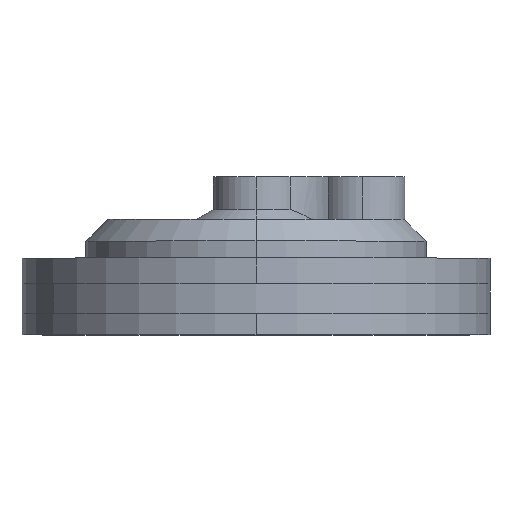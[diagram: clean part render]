
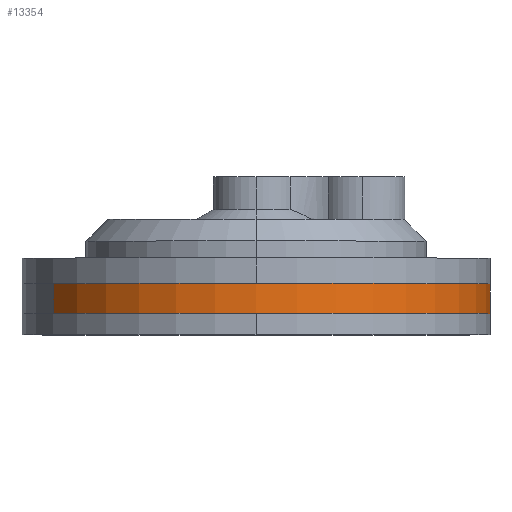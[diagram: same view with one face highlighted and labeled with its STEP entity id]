
A CAD part, top view. The second image highlights one B-rep face of the part: STEP entity #13354.
In plain terms, the highlighted cylindrical face has radius 69.85 mm (diameter 139.7 mm), a partial arc.
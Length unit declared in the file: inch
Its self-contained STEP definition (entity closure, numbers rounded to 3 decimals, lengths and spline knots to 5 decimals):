
#336 = CARTESIAN_POINT ( 'NONE',  ( 0., 0.35, -2.75 ) ) ;
#396 = DIRECTION ( 'NONE',  ( 0., 0., -1. ) ) ;
#535 = ORIENTED_EDGE ( 'NONE', *, *, #5903, .F. ) ;
#635 = VERTEX_POINT ( 'NONE', #12052 ) ;
#729 = FACE_OUTER_BOUND ( 'NONE', #4641, .T. ) ;
#1475 = EDGE_CURVE ( 'NONE', #635, #13706, #4232, .T. ) ;
#2505 = ORIENTED_EDGE ( 'NONE', *, *, #13063, .T. ) ;
#3115 = ORIENTED_EDGE ( 'NONE', *, *, #1475, .T. ) ;
#3209 = CARTESIAN_POINT ( 'NONE',  ( 0., 0., 2.75 ) ) ;
#3371 = ORIENTED_EDGE ( 'NONE', *, *, #8933, .F. ) ;
#3997 = CIRCLE ( 'NONE', #11012, 2.75 ) ;
#4057 = DIRECTION ( 'NONE',  ( 0., -1., 0. ) ) ;
#4232 = LINE ( 'NONE', #336, #5939 ) ;
#4641 = EDGE_LOOP ( 'NONE', ( #535, #3371, #3115, #2505 ) ) ;
#5677 = DIRECTION ( 'NONE',  ( 0., 0., 1. ) ) ;
#5798 = DIRECTION ( 'NONE',  ( 0., -1., 0. ) ) ;
#5903 = EDGE_CURVE ( 'NONE', #7132, #9711, #8287, .T. ) ;
#5939 = VECTOR ( 'NONE', #4057, 39.37008 ) ;
#6037 = VECTOR ( 'NONE', #12419, 39.37008 ) ;
#7132 = VERTEX_POINT ( 'NONE', #12690 ) ;
#8287 = LINE ( 'NONE', #10893, #6037 ) ;
#8743 = DIRECTION ( 'NONE',  ( 0., 0., 1. ) ) ;
#8933 = EDGE_CURVE ( 'NONE', #635, #7132, #10964, .T. ) ;
#9077 = AXIS2_PLACEMENT_3D ( 'NONE', #11994, #12240, #8743 ) ;
#9711 = VERTEX_POINT ( 'NONE', #3209 ) ;
#10893 = CARTESIAN_POINT ( 'NONE',  ( 0., 0.35, 2.75 ) ) ;
#10964 = CIRCLE ( 'NONE', #9077, 2.75 ) ;
#11012 = AXIS2_PLACEMENT_3D ( 'NONE', #12105, #14408, #5677 ) ;
#11994 = CARTESIAN_POINT ( 'NONE',  ( 0., 0.35, 0. ) ) ;
#12052 = CARTESIAN_POINT ( 'NONE',  ( 0., 0.35, -2.75 ) ) ;
#12105 = CARTESIAN_POINT ( 'NONE',  ( 0., 0., 0. ) ) ;
#12240 = DIRECTION ( 'NONE',  ( 0., 1., 0. ) ) ;
#12419 = DIRECTION ( 'NONE',  ( 0., -1., 0. ) ) ;
#12690 = CARTESIAN_POINT ( 'NONE',  ( 0., 0.35, 2.75 ) ) ;
#13063 = EDGE_CURVE ( 'NONE', #13706, #9711, #3997, .T. ) ;
#13328 = CARTESIAN_POINT ( 'NONE',  ( 0., 0., -2.75 ) ) ;
#13354 = ADVANCED_FACE ( 'NONE', ( #729 ), #14705, .T. ) ;
#13706 = VERTEX_POINT ( 'NONE', #13328 ) ;
#13753 = AXIS2_PLACEMENT_3D ( 'NONE', #15911, #5798, #396 ) ;
#14408 = DIRECTION ( 'NONE',  ( 0., 1., 0. ) ) ;
#14705 = CYLINDRICAL_SURFACE ( 'NONE', #13753, 2.75 ) ;
#15911 = CARTESIAN_POINT ( 'NONE',  ( 0., 0.35, 0. ) ) ;
